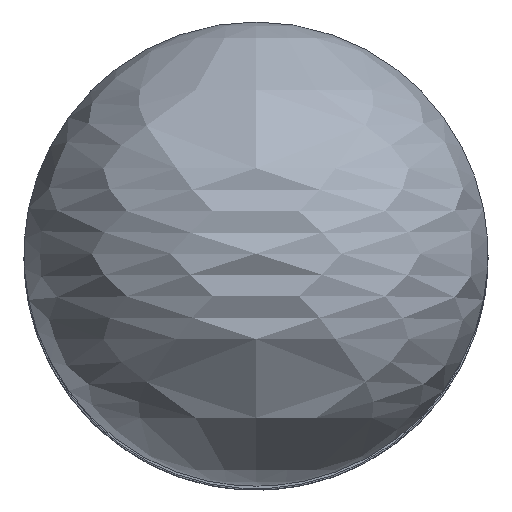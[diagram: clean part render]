
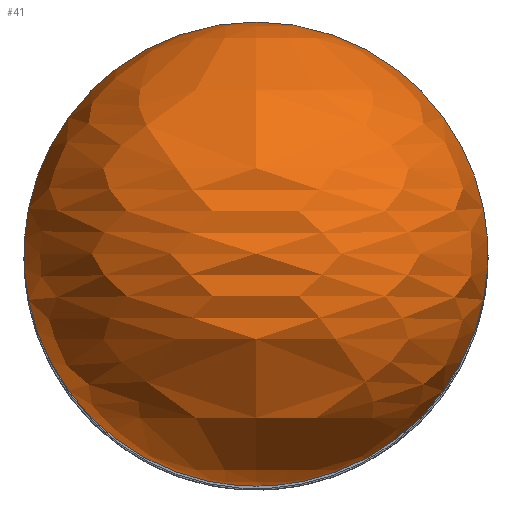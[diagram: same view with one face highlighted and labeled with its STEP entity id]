
A CAD part, top view. The second image highlights one B-rep face of the part: STEP entity #41.
In plain terms, the highlighted free-form (B-spline) face has degree [2, 2] with [5, 5] control points.
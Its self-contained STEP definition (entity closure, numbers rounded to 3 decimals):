
#41=ADVANCED_FACE('',(#58),#208,.T.);
#58=FACE_OUTER_BOUND('',#76,.T.);
#76=EDGE_LOOP('',(#109,#110));
#109=ORIENTED_EDGE('',*,*,#148,.T.);
#110=ORIENTED_EDGE('',*,*,#146,.F.);
#146=EDGE_CURVE('',#193,#194,#171,.T.);
#148=EDGE_CURVE('',#193,#194,#172,.T.);
#171=(
BOUNDED_CURVE()
B_SPLINE_CURVE(2,(#561,#562,#563,#564,#565),.UNSPECIFIED.,.F.,.F.)
B_SPLINE_CURVE_WITH_KNOTS((3,2,3),(-196.35,0.,196.35),
 .UNSPECIFIED.)
CURVE()
GEOMETRIC_REPRESENTATION_ITEM()
RATIONAL_B_SPLINE_CURVE((1.,0.707,1.,0.707,1.))
REPRESENTATION_ITEM('')
);
#172=(
BOUNDED_CURVE()
B_SPLINE_CURVE(2,(#603,#604,#605,#606,#607),.UNSPECIFIED.,.F.,.F.)
B_SPLINE_CURVE_WITH_KNOTS((3,2,3),(-196.35,0.,196.35),
 .UNSPECIFIED.)
CURVE()
GEOMETRIC_REPRESENTATION_ITEM()
RATIONAL_B_SPLINE_CURVE((1.,0.707,1.,0.707,1.))
REPRESENTATION_ITEM('')
);
#193=VERTEX_POINT('',#558);
#194=VERTEX_POINT('',#559);
#208=(
BOUNDED_SURFACE()
B_SPLINE_SURFACE(2,2,((#533,#534,#535,#536,#537),(#538,#539,#540,#541,#542),
(#543,#544,#545,#546,#547),(#548,#549,#550,#551,#552),(#553,#554,#555,#556,
#557)),.UNSPECIFIED.,.F.,.F.,.F.)
B_SPLINE_SURFACE_WITH_KNOTS((3,2,3),(3,2,3),(-196.35,0.,196.35),
(392.699,589.049,785.398),.UNSPECIFIED.)
GEOMETRIC_REPRESENTATION_ITEM()
RATIONAL_B_SPLINE_SURFACE(((1.,0.707,1.,0.707,1.),
(0.707,0.5,0.707,0.5,0.707),(1.,0.707,
1.,0.707,1.),(0.707,0.5,0.707,0.5,0.707),
(1.,0.707,1.,0.707,1.)))
REPRESENTATION_ITEM('')
SURFACE()
);
#533=CARTESIAN_POINT('',(0.,150.,1550.));
#534=CARTESIAN_POINT('',(0.,150.,1550.));
#535=CARTESIAN_POINT('',(0.,150.,1550.));
#536=CARTESIAN_POINT('',(0.,150.,1550.));
#537=CARTESIAN_POINT('',(0.,150.,1550.));
#538=CARTESIAN_POINT('',(-150.,150.,1550.));
#539=CARTESIAN_POINT('',(-150.,150.,1700.));
#540=CARTESIAN_POINT('',(0.,150.,1700.));
#541=CARTESIAN_POINT('',(150.,150.,1700.));
#542=CARTESIAN_POINT('',(150.,150.,1550.));
#543=CARTESIAN_POINT('',(-150.,0.,1550.));
#544=CARTESIAN_POINT('',(-150.,0.,1700.));
#545=CARTESIAN_POINT('',(0.,0.,1700.));
#546=CARTESIAN_POINT('',(150.,0.,1700.));
#547=CARTESIAN_POINT('',(150.,0.,1550.));
#548=CARTESIAN_POINT('',(-150.,-150.,1550.));
#549=CARTESIAN_POINT('',(-150.,-150.,1700.));
#550=CARTESIAN_POINT('',(0.,-150.,1700.));
#551=CARTESIAN_POINT('',(150.,-150.,1700.));
#552=CARTESIAN_POINT('',(150.,-150.,1550.));
#553=CARTESIAN_POINT('',(0.,-150.,1550.));
#554=CARTESIAN_POINT('',(0.,-150.,1550.));
#555=CARTESIAN_POINT('',(0.,-150.,1550.));
#556=CARTESIAN_POINT('',(0.,-150.,1550.));
#557=CARTESIAN_POINT('',(0.,-150.,1550.));
#558=CARTESIAN_POINT('',(0.,150.,1550.));
#559=CARTESIAN_POINT('',(0.,-150.,1550.));
#561=CARTESIAN_POINT('',(0.,150.,1550.));
#562=CARTESIAN_POINT('',(150.,150.,1550.));
#563=CARTESIAN_POINT('',(150.,0.,1550.));
#564=CARTESIAN_POINT('',(150.,-150.,1550.));
#565=CARTESIAN_POINT('',(0.,-150.,1550.));
#603=CARTESIAN_POINT('',(0.,150.,1550.));
#604=CARTESIAN_POINT('',(-150.,150.,1550.));
#605=CARTESIAN_POINT('',(-150.,0.,1550.));
#606=CARTESIAN_POINT('',(-150.,-150.,1550.));
#607=CARTESIAN_POINT('',(0.,-150.,1550.));
